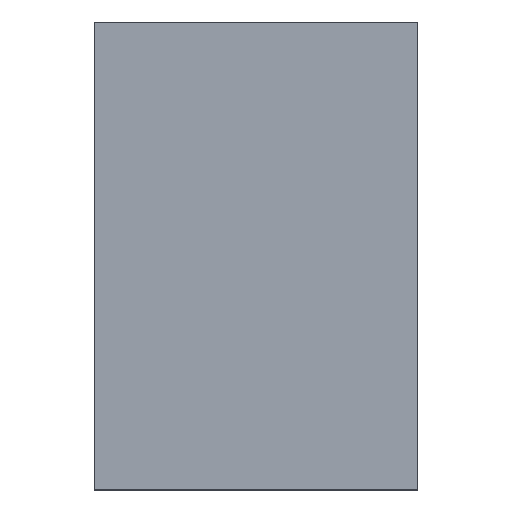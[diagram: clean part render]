
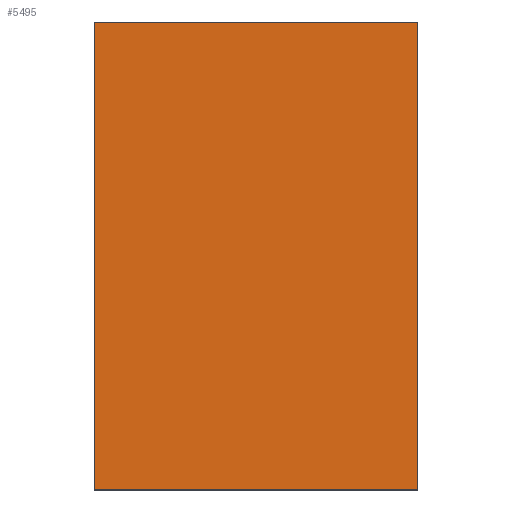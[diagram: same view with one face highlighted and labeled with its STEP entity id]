
A CAD part, top view. The second image highlights one B-rep face of the part: STEP entity #5495.
In plain terms, the highlighted planar face has unit normal (0, 0, 1).
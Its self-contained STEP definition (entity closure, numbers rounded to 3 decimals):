
#18 = CARTESIAN_POINT ( 'NONE',  ( 10.144, -0.468, 0.625 ) ) ;
#74 = CARTESIAN_POINT ( 'NONE',  ( 0.144, -0.468, 0.625 ) ) ;
#210 = ORIENTED_EDGE ( 'NONE', *, *, #7178, .F. ) ;
#388 = ORIENTED_EDGE ( 'NONE', *, *, #6752, .F. ) ;
#538 = CARTESIAN_POINT ( 'NONE',  ( 10.144, -0.468, 0.625 ) ) ;
#607 = CARTESIAN_POINT ( 'NONE',  ( 0.144, -0.468, 0.625 ) ) ;
#1017 = EDGE_LOOP ( 'NONE', ( #388, #3513, #1689, #210 ) ) ;
#1566 = CARTESIAN_POINT ( 'NONE',  ( 0.144, 14.032, 0.625 ) ) ;
#1689 = ORIENTED_EDGE ( 'NONE', *, *, #4159, .F. ) ;
#1842 = CARTESIAN_POINT ( 'NONE',  ( 0.144, -0.468, 0.625 ) ) ;
#2066 = LINE ( 'NONE', #74, #7161 ) ;
#2648 = LINE ( 'NONE', #10802, #8259 ) ;
#3207 = VECTOR ( 'NONE', #8915, 1000. ) ;
#3253 = EDGE_CURVE ( 'NONE', #5475, #7969, #6354, .T. ) ;
#3513 = ORIENTED_EDGE ( 'NONE', *, *, #3253, .F. ) ;
#4159 = EDGE_CURVE ( 'NONE', #5339, #5475, #2648, .T. ) ;
#4475 = DIRECTION ( 'NONE',  ( 0., 0., 1. ) ) ;
#5115 = CARTESIAN_POINT ( 'NONE',  ( 10.144, 14.032, 0.625 ) ) ;
#5339 = VERTEX_POINT ( 'NONE', #1566 ) ;
#5475 = VERTEX_POINT ( 'NONE', #5115 ) ;
#5495 = ADVANCED_FACE ( 'NONE', ( #6721 ), #9383, .T. ) ;
#6354 = LINE ( 'NONE', #538, #3207 ) ;
#6721 = FACE_OUTER_BOUND ( 'NONE', #1017, .T. ) ;
#6723 = DIRECTION ( 'NONE',  ( 0., 1., 0. ) ) ;
#6752 = EDGE_CURVE ( 'NONE', #7969, #9845, #2066, .T. ) ;
#6771 = DIRECTION ( 'NONE',  ( -1., 0., 0. ) ) ;
#7161 = VECTOR ( 'NONE', #6771, 1000. ) ;
#7178 = EDGE_CURVE ( 'NONE', #9845, #5339, #7455, .T. ) ;
#7455 = LINE ( 'NONE', #9942, #8484 ) ;
#7969 = VERTEX_POINT ( 'NONE', #18 ) ;
#8259 = VECTOR ( 'NONE', #9067, 1000. ) ;
#8409 = AXIS2_PLACEMENT_3D ( 'NONE', #1842, #4475, #10263 ) ;
#8484 = VECTOR ( 'NONE', #6723, 1000. ) ;
#8915 = DIRECTION ( 'NONE',  ( 0., -1., 0. ) ) ;
#9067 = DIRECTION ( 'NONE',  ( 1., 0., 0. ) ) ;
#9383 = PLANE ( 'NONE',  #8409 ) ;
#9845 = VERTEX_POINT ( 'NONE', #607 ) ;
#9942 = CARTESIAN_POINT ( 'NONE',  ( 0.144, 14.032, 0.625 ) ) ;
#10263 = DIRECTION ( 'NONE',  ( 1., 0., 0. ) ) ;
#10802 = CARTESIAN_POINT ( 'NONE',  ( 10.144, 14.032, 0.625 ) ) ;
